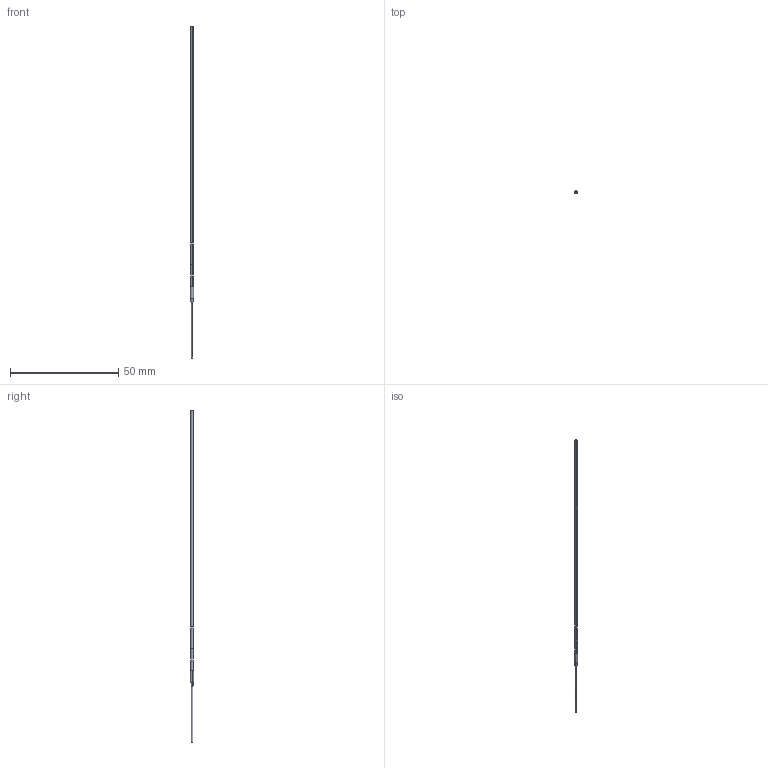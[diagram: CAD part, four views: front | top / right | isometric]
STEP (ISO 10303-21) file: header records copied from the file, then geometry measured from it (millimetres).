
FILE_DESCRIPTION((''),'2;1');
FILE_NAME('191578_ASM','2016-02-16T',('pdmadmin'),(''),'PRO/ENGINEER BY PARAMETRIC TECHNOLOGY CORPORATION, 2013230','PRO/ENGINEER BY PARAMETRIC TECHNOLOGY CORPORATION, 2013230','');
FILE_SCHEMA(('CONFIG_CONTROL_DESIGN'));
Length unit declared in the file: inch
Products named in the file (5): 30992_AF0; 30800_AF1; FIBER_CORE_010_0-25; 35044_ASM; 191578_ASM
Assembly tree (4 placements, depth 3):
  191578_ASM
    35044_ASM
      30992_AF0
      30800_AF1
      FIBER_CORE_010_0-25
Bounding box: 1.42 x 1.42 x 153.02 mm (x, y, z)
Volume: 117.1 mm3; surface area: 647.9 mm2
Topology: 3 solids, 4 shells, 32 faces, 66 edges, 40 vertices
Faces by surface type: cylinder 18, plane 6, cone 4, bspline 4
Entity records: 1175 total; most frequent: CARTESIAN_POINT 336, DIRECTION 186, ORIENTED_EDGE 128, AXIS2_PLACEMENT_3D 82, EDGE_CURVE 66, VERTEX_POINT 40, CIRCLE 40, EDGE_LOOP 34
